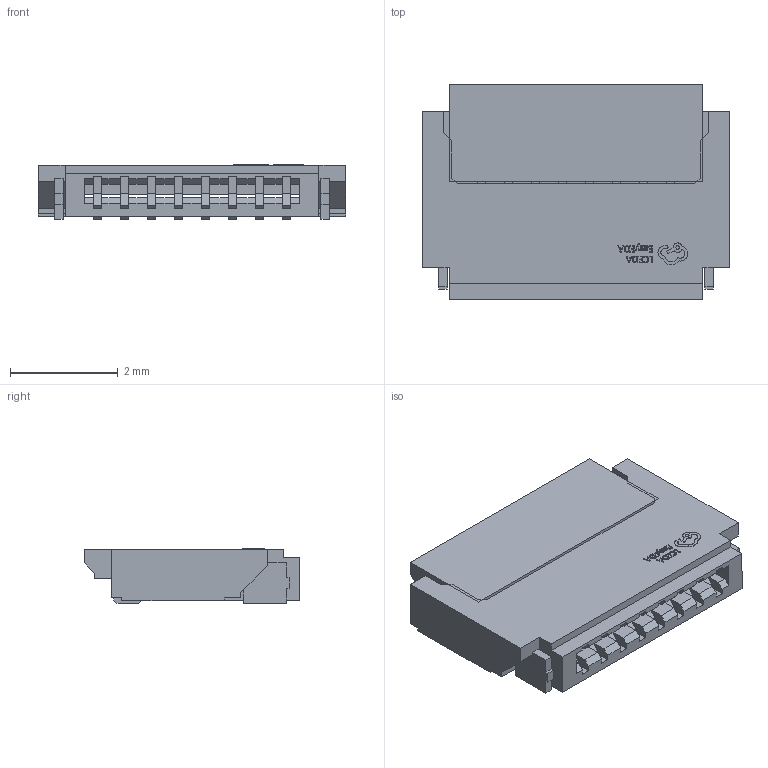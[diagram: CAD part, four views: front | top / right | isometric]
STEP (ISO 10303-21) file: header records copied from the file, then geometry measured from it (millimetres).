
FILE_DESCRIPTION (( 'STEP AP214' ), '1' );
FILE_NAME ('FPC-SMD_5034800800.step', '2022-07-06T11:02:58', ( '' ), ( '' ), 'SwSTEP 2.0', 'SolidWorks 2020', '' );
FILE_SCHEMA (( 'AUTOMOTIVE_DESIGN' ));
Length unit declared in the file: millimetre
Products named in the file (1): FPC-SMD_5034800800
Bounding box: 5.7 x 4 x 1.01 mm (x, y, z)
Volume: 15.3 mm3; surface area: 129.8 mm2
Topology: 12 solids, 12 shells, 637 faces, 1764 edges, 1176 vertices
Faces by surface type: plane 491, bspline 146
Entity records: 28203 total; most frequent: CARTESIAN_POINT 7188, ORIENTED_EDGE 3528, DIRECTION 2452, EDGE_CURVE 1764, LINE 1468, VECTOR 1468, VERTEX_POINT 1176, EDGE_LOOP 664
